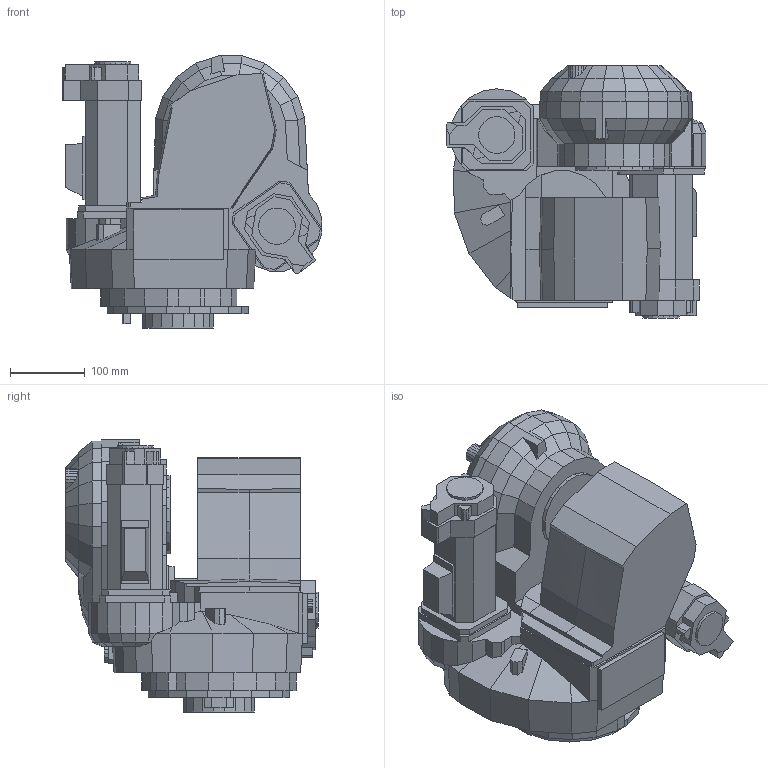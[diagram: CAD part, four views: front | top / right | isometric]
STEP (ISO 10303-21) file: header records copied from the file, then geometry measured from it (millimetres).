
FILE_DESCRIPTION (( 'STEP AP203' ), '1' );
FILE_NAME ('L1_Default_sldprt.STEP', '2024-10-16T02:19:45', ( '' ), ( '' ), 'SwSTEP 2.0', 'SolidWorks 2022', '' );
FILE_SCHEMA (( 'CONFIG_CONTROL_DESIGN' ));
Length unit declared in the file: millimetre
Products named in the file (1): L1_Default_sldprt
Bounding box: 346.77 x 336.8 x 363 mm (x, y, z)
Volume: 16263212.1 mm3; surface area: 648325.7 mm2
Topology: 3 solids, 3 shells, 647 faces, 1715 edges, 1091 vertices
Faces by surface type: plane 636, bspline 7, cylinder 4
Entity records: 19599 total; most frequent: CARTESIAN_POINT 3588, ORIENTED_EDGE 3430, DIRECTION 3001, EDGE_CURVE 1715, LINE 1703, VECTOR 1703, VERTEX_POINT 1091, EDGE_LOOP 664
